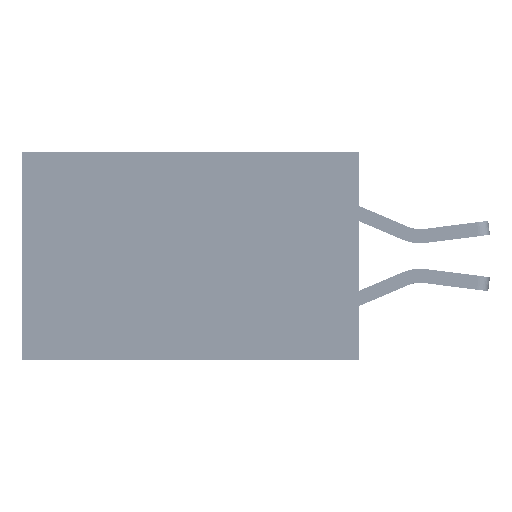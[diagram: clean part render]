
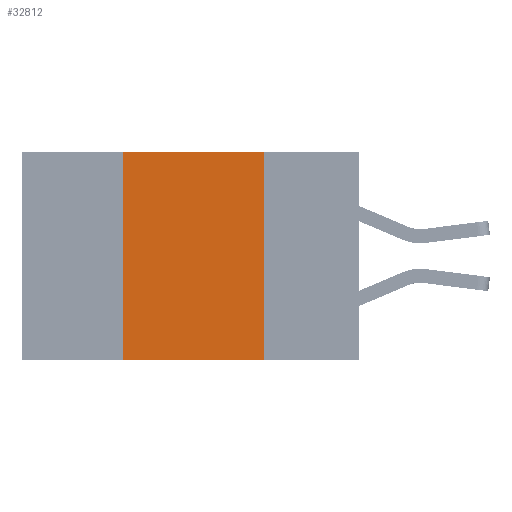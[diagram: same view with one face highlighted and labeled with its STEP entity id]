
A CAD part, left-side view. The second image highlights one B-rep face of the part: STEP entity #32812.
In plain terms, the highlighted planar face has unit normal (-1, 0, 0).
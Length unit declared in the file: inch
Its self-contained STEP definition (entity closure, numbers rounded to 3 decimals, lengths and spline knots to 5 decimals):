
#424 = VECTOR ( 'NONE', #13024, 39.37008 ) ;
#2192 = EDGE_CURVE ( 'NONE', #4867, #36382, #14144, .T. ) ;
#3131 = CARTESIAN_POINT ( 'NONE',  ( 0., 0.42, 0. ) ) ;
#4867 = VERTEX_POINT ( 'NONE', #15948 ) ;
#5581 = LINE ( 'NONE', #6909, #8221 ) ;
#6909 = CARTESIAN_POINT ( 'NONE',  ( 0., 0.17, 0. ) ) ;
#8221 = VECTOR ( 'NONE', #31722, 39.37008 ) ;
#8324 = VECTOR ( 'NONE', #47812, 39.37008 ) ;
#8696 = EDGE_LOOP ( 'NONE', ( #45289, #52996, #47251, #19609 ) ) ;
#8872 = CARTESIAN_POINT ( 'NONE',  ( 0., 0.6, 0. ) ) ;
#13024 = DIRECTION ( 'NONE',  ( 0., -1., 0. ) ) ;
#14144 = LINE ( 'NONE', #8872, #424 ) ;
#14662 = PLANE ( 'NONE',  #27746 ) ;
#15948 = CARTESIAN_POINT ( 'NONE',  ( 0., 0.42, 0. ) ) ;
#18516 = EDGE_CURVE ( 'NONE', #23779, #38696, #30357, .T. ) ;
#19609 = ORIENTED_EDGE ( 'NONE', *, *, #18516, .T. ) ;
#23046 = DIRECTION ( 'NONE',  ( 0., 0., -1. ) ) ;
#23239 = CARTESIAN_POINT ( 'NONE',  ( 0., 0.6, -0.37 ) ) ;
#23327 = LINE ( 'NONE', #3131, #32976 ) ;
#23779 = VERTEX_POINT ( 'NONE', #42307 ) ;
#27746 = AXIS2_PLACEMENT_3D ( 'NONE', #43491, #47617, #23046 ) ;
#30357 = LINE ( 'NONE', #23239, #8324 ) ;
#31722 = DIRECTION ( 'NONE',  ( 0., 0., -1. ) ) ;
#32812 = ADVANCED_FACE ( 'NONE', ( #53444 ), #14662, .F. ) ;
#32976 = VECTOR ( 'NONE', #36324, 39.37008 ) ;
#36324 = DIRECTION ( 'NONE',  ( 0., 0., 1. ) ) ;
#36382 = VERTEX_POINT ( 'NONE', #40054 ) ;
#38696 = VERTEX_POINT ( 'NONE', #38851 ) ;
#38851 = CARTESIAN_POINT ( 'NONE',  ( 0., 0.17, -0.37 ) ) ;
#38948 = EDGE_CURVE ( 'NONE', #23779, #4867, #23327, .T. ) ;
#40054 = CARTESIAN_POINT ( 'NONE',  ( 0., 0.17, 0. ) ) ;
#42307 = CARTESIAN_POINT ( 'NONE',  ( 0., 0.42, -0.37 ) ) ;
#43491 = CARTESIAN_POINT ( 'NONE',  ( 0., 0.6, 0. ) ) ;
#45289 = ORIENTED_EDGE ( 'NONE', *, *, #49742, .F. ) ;
#47251 = ORIENTED_EDGE ( 'NONE', *, *, #38948, .F. ) ;
#47617 = DIRECTION ( 'NONE',  ( 1., 0., 0. ) ) ;
#47812 = DIRECTION ( 'NONE',  ( 0., -1., 0. ) ) ;
#49742 = EDGE_CURVE ( 'NONE', #36382, #38696, #5581, .T. ) ;
#52996 = ORIENTED_EDGE ( 'NONE', *, *, #2192, .F. ) ;
#53444 = FACE_OUTER_BOUND ( 'NONE', #8696, .T. ) ;
